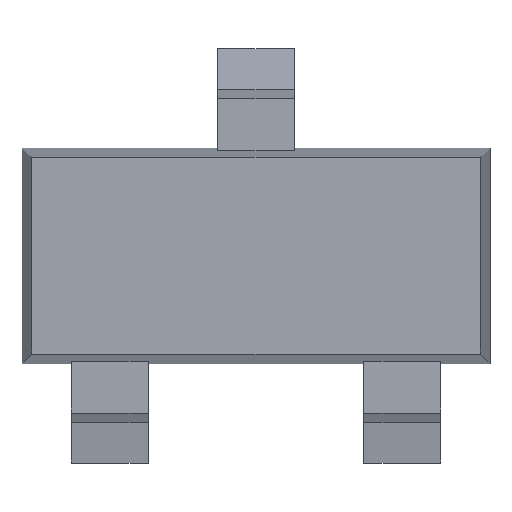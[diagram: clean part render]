
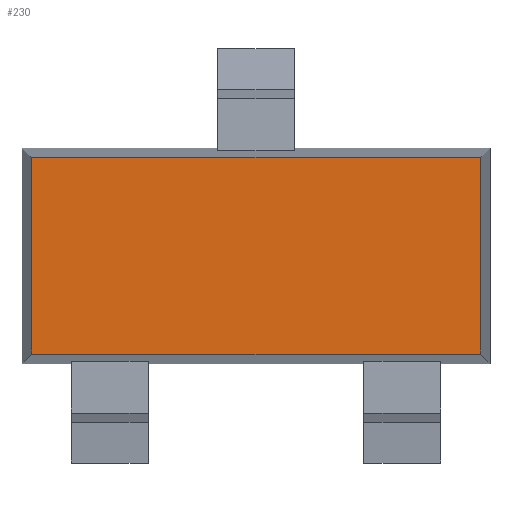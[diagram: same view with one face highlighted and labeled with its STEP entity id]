
A CAD part, top view. The second image highlights one B-rep face of the part: STEP entity #230.
In plain terms, the highlighted planar face has unit normal (0, 0, 1).
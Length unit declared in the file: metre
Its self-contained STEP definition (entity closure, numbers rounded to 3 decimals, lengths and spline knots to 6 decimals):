
#230 = ADVANCED_FACE( '', ( #559 ), #560, .F. );
#242 = EDGE_CURVE( '', #545, #575, #576, .T. );
#264 = EDGE_CURVE( '', #572, #545, #605, .T. );
#270 = EDGE_CURVE( '', #575, #613, #614, .T. );
#280 = EDGE_CURVE( '', #613, #572, #629, .T. );
#545 = VERTEX_POINT( '', #964 );
#559 = FACE_OUTER_BOUND( '', #987, .T. );
#560 = PLANE( '', #988 );
#572 = VERTEX_POINT( '', #1007 );
#575 = VERTEX_POINT( '', #1012 );
#576 = LINE( '', #1013, #1014 );
#605 = LINE( '', #1054, #1055 );
#613 = VERTEX_POINT( '', #1064 );
#614 = LINE( '', #1065, #1066 );
#629 = LINE( '', #1088, #1089 );
#964 = CARTESIAN_POINT( '', ( -0.001458, -0.000631, 0.001116 ) );
#987 = EDGE_LOOP( '', ( #1447, #1448, #1449, #1450 ) );
#988 = AXIS2_PLACEMENT_3D( '', #1451, #1452, #1453 );
#1007 = CARTESIAN_POINT( '', ( -0.001458, 0.000646, 0.001116 ) );
#1012 = CARTESIAN_POINT( '', ( 0.001458, -0.000631, 0.001116 ) );
#1013 = CARTESIAN_POINT( '', ( -0.00152, -0.000631, 0.001116 ) );
#1014 = VECTOR( '', #1466, 1. );
#1054 = CARTESIAN_POINT( '', ( -0.001458, 0.000708, 0.001116 ) );
#1055 = VECTOR( '', #1516, 1. );
#1064 = CARTESIAN_POINT( '', ( 0.001458, 0.000646, 0.001116 ) );
#1065 = CARTESIAN_POINT( '', ( 0.001458, -0.000692, 0.001116 ) );
#1066 = VECTOR( '', #1533, 1. );
#1088 = CARTESIAN_POINT( '', ( 0.00152, 0.000646, 0.001116 ) );
#1089 = VECTOR( '', #1545, 1. );
#1447 = ORIENTED_EDGE( '', *, *, #280, .T. );
#1448 = ORIENTED_EDGE( '', *, *, #264, .T. );
#1449 = ORIENTED_EDGE( '', *, *, #242, .T. );
#1450 = ORIENTED_EDGE( '', *, *, #270, .T. );
#1451 = CARTESIAN_POINT( '', ( 0., 0.000008, 0.001116 ) );
#1452 = DIRECTION( '', ( 0., 0., -1. ) );
#1453 = DIRECTION( '', ( 0., -1., 0. ) );
#1466 = DIRECTION( '', ( 1., 0., 0. ) );
#1516 = DIRECTION( '', ( 0., -1., 0. ) );
#1533 = DIRECTION( '', ( 0., 1., 0. ) );
#1545 = DIRECTION( '', ( -1., 0., 0. ) );
